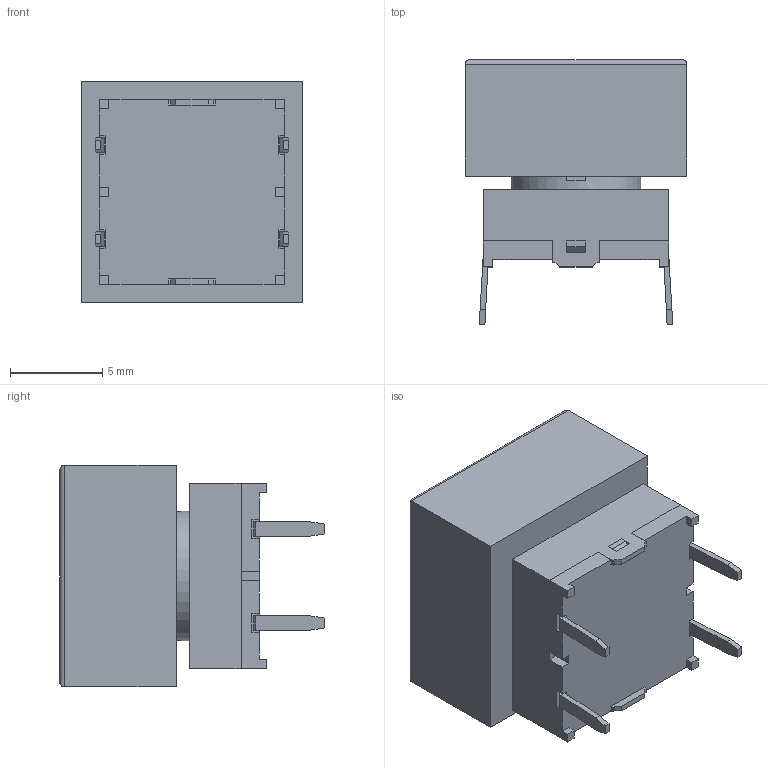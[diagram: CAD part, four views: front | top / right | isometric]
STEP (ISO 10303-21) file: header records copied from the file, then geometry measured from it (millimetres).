
FILE_DESCRIPTION( ( 'STEP AP214' ), '1' );
FILE_NAME( 'JB15KP-2A.stp', '2020-07-25T03:11:37', ( 'License CC BY-ND 4.0' ), ( 'CADENAS' ), ' ', 'PARTsolutions', ' ' );
FILE_SCHEMA( ( 'AUTOMOTIVE_DESIGN { 1 0 10303 214 1 1 1 1 }' ) );
Length unit declared in the file: inch
Products named in the file (6): JB15KP-2A; _JB15KP-2Ashex; _JBKPsht; _JBKP-2Acap2; _JB15KPterm; _JB15KP-2Atrmn
Assembly tree (8 placements, depth 2):
  JB15KP-2A
    _JB15KP-2Ashex
    _JBKPsht
    _JBKP-2Acap2
    _JB15KPterm
    _JB15KP-2Atrmn  x4
Bounding box: 11.99 x 14.3 x 11.99 mm (x, y, z)
Volume: 1281.2 mm3; surface area: 1419.1 mm2
Topology: 8 solids, 8 shells, 175 faces, 472 edges, 312 vertices
Faces by surface type: plane 161, cylinder 12, torus 2
Full cylindrical faces by diameter (mm): 7.01 x2
Entity records: 5695 total; most frequent: CARTESIAN_POINT 816, ORIENTED_EDGE 776, DIRECTION 707, EDGE_CURVE 388, LINE 363, VECTOR 363, VERTEX_POINT 257, AXIS2_PLACEMENT_3D 172
